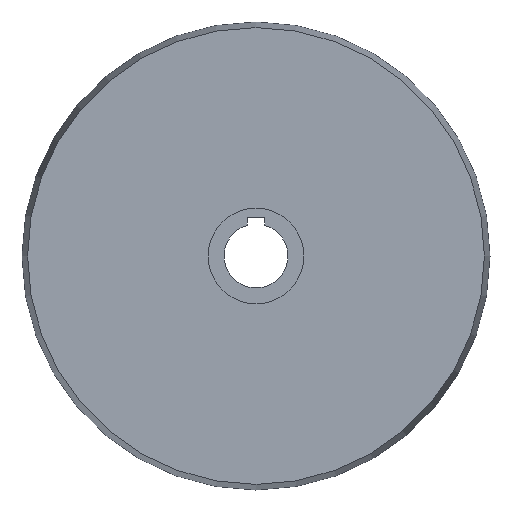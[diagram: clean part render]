
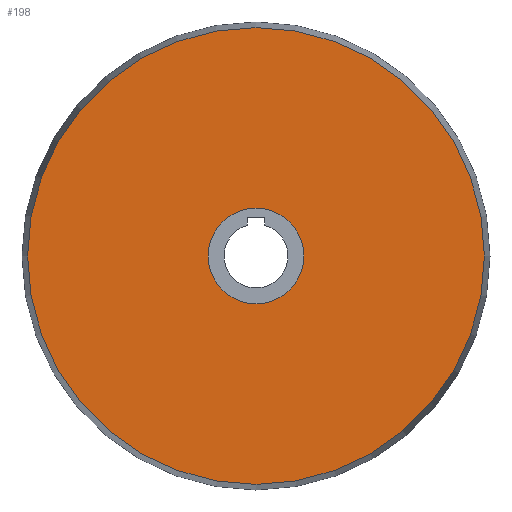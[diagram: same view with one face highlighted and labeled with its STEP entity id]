
A CAD part, left-side view. The second image highlights one B-rep face of the part: STEP entity #198.
In plain terms, the highlighted planar face has unit normal (-1, 0, 0).
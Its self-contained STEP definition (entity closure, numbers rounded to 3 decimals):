
#26=FACE_BOUND('',#68,.T.);
#35=CIRCLE('',#225,107.375);
#36=CIRCLE('',#227,22.5);
#48=FACE_OUTER_BOUND('',#67,.T.);
#67=EDGE_LOOP('',(#157));
#68=EDGE_LOOP('',(#158));
#107=VERTEX_POINT('',#330);
#108=VERTEX_POINT('',#333);
#126=EDGE_CURVE('',#107,#107,#35,.T.);
#127=EDGE_CURVE('',#108,#108,#36,.T.);
#157=ORIENTED_EDGE('',*,*,#126,.T.);
#158=ORIENTED_EDGE('',*,*,#127,.F.);
#175=PLANE('',#226);
#198=ADVANCED_FACE('',(#48,#26),#175,.T.);
#225=AXIS2_PLACEMENT_3D('',#331,#275,#276);
#226=AXIS2_PLACEMENT_3D('',#332,#277,#278);
#227=AXIS2_PLACEMENT_3D('',#334,#279,#280);
#275=DIRECTION('center_axis',(-1.,0.,0.));
#276=DIRECTION('ref_axis',(0.,0.,1.));
#277=DIRECTION('center_axis',(-1.,0.,0.));
#278=DIRECTION('ref_axis',(0.,0.,1.));
#279=DIRECTION('center_axis',(-1.,0.,0.));
#280=DIRECTION('ref_axis',(0.,0.,1.));
#330=CARTESIAN_POINT('',(-37.5,0.,107.375));
#331=CARTESIAN_POINT('Origin',(-37.5,0.,0.));
#332=CARTESIAN_POINT('Origin',(-37.5,0.,22.5));
#333=CARTESIAN_POINT('',(-37.5,0.,22.5));
#334=CARTESIAN_POINT('Origin',(-37.5,0.,0.));
